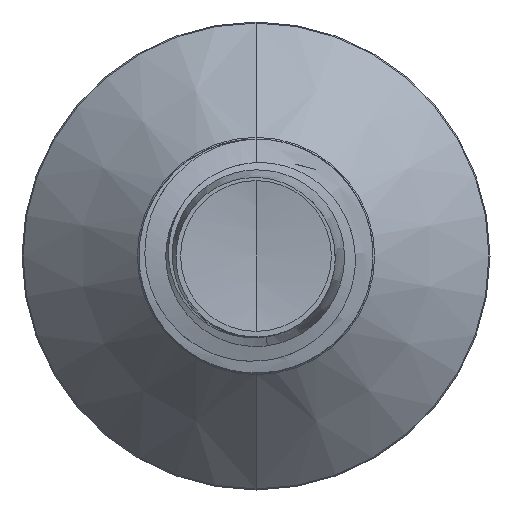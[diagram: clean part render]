
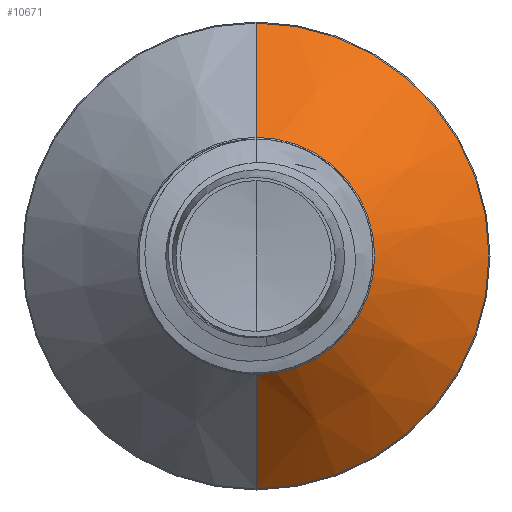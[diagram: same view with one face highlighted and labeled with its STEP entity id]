
A CAD part, front view. The second image highlights one B-rep face of the part: STEP entity #10671.
In plain terms, the highlighted conical face has half-angle 45 degrees and reference radius 1.522 mm.
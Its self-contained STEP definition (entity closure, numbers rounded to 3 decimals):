
#302 = EDGE_CURVE ( 'NONE', #9127, #14503, #22700, .T. ) ;
#1705 = CARTESIAN_POINT ( 'NONE',  ( 0., 10.472, 0. ) ) ;
#3577 = DIRECTION ( 'NONE',  ( 0., 0.707, -0.707 ) ) ;
#4747 = DIRECTION ( 'NONE',  ( 0., 0., 1. ) ) ;
#4799 = CIRCLE ( 'NONE', #7495, 1.522 ) ;
#5211 = CARTESIAN_POINT ( 'NONE',  ( 0., 11.937, -2.987 ) ) ;
#5546 = CARTESIAN_POINT ( 'NONE',  ( 0., 10.472, 0. ) ) ;
#5589 = DIRECTION ( 'NONE',  ( 0., 1., 0. ) ) ;
#5794 = DIRECTION ( 'NONE',  ( 0., 0., 1. ) ) ;
#6249 = VECTOR ( 'NONE', #19095, 1000. ) ;
#6616 = EDGE_CURVE ( 'NONE', #26646, #14503, #24378, .T. ) ;
#7495 = AXIS2_PLACEMENT_3D ( 'NONE', #1705, #19784, #4747 ) ;
#7660 = CONICAL_SURFACE ( 'NONE', #21047, 1.522, 0.785 ) ;
#9127 = VERTEX_POINT ( 'NONE', #16931 ) ;
#9998 = CARTESIAN_POINT ( 'NONE',  ( 0., 10.472, -1.522 ) ) ;
#10671 = ADVANCED_FACE ( 'NONE', ( #21249 ), #7660, .T. ) ;
#13957 = LINE ( 'NONE', #21309, #6249 ) ;
#14503 = VERTEX_POINT ( 'NONE', #5211 ) ;
#16839 = DIRECTION ( 'NONE',  ( 0., 0., 1. ) ) ;
#16931 = CARTESIAN_POINT ( 'NONE',  ( 0., 11.937, 2.987 ) ) ;
#17071 = DIRECTION ( 'NONE',  ( 0., 1., 0. ) ) ;
#17127 = CARTESIAN_POINT ( 'NONE',  ( 0., 11.937, 0. ) ) ;
#18854 = EDGE_CURVE ( 'NONE', #24765, #9127, #13957, .T. ) ;
#19095 = DIRECTION ( 'NONE',  ( 0., 0.707, 0.707 ) ) ;
#19109 = VECTOR ( 'NONE', #3577, 1000. ) ;
#19784 = DIRECTION ( 'NONE',  ( 0., 1., 0. ) ) ;
#19849 = AXIS2_PLACEMENT_3D ( 'NONE', #17127, #17071, #16839 ) ;
#20973 = EDGE_LOOP ( 'NONE', ( #22747, #22651, #29444, #22740 ) ) ;
#21047 = AXIS2_PLACEMENT_3D ( 'NONE', #5546, #5589, #5794 ) ;
#21249 = FACE_OUTER_BOUND ( 'NONE', #20973, .T. ) ;
#21309 = CARTESIAN_POINT ( 'NONE',  ( 0., 10.472, 1.522 ) ) ;
#22651 = ORIENTED_EDGE ( 'NONE', *, *, #6616, .T. ) ;
#22700 = CIRCLE ( 'NONE', #19849, 2.987 ) ;
#22740 = ORIENTED_EDGE ( 'NONE', *, *, #18854, .F. ) ;
#22747 = ORIENTED_EDGE ( 'NONE', *, *, #26757, .T. ) ;
#24003 = CARTESIAN_POINT ( 'NONE',  ( 0., 10.472, 1.522 ) ) ;
#24378 = LINE ( 'NONE', #25759, #19109 ) ;
#24765 = VERTEX_POINT ( 'NONE', #24003 ) ;
#25759 = CARTESIAN_POINT ( 'NONE',  ( 0., 10.472, -1.522 ) ) ;
#26646 = VERTEX_POINT ( 'NONE', #9998 ) ;
#26757 = EDGE_CURVE ( 'NONE', #24765, #26646, #4799, .T. ) ;
#29444 = ORIENTED_EDGE ( 'NONE', *, *, #302, .F. ) ;
